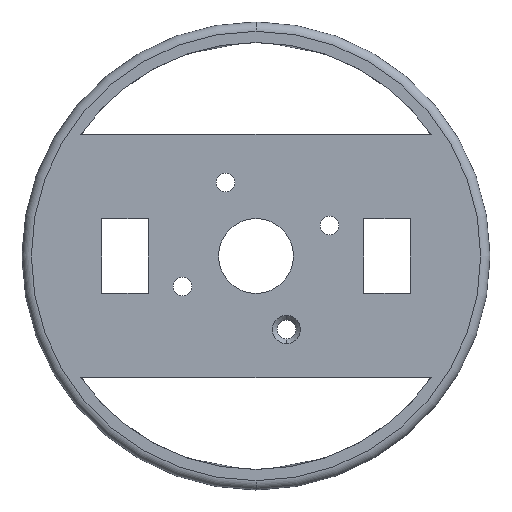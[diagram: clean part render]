
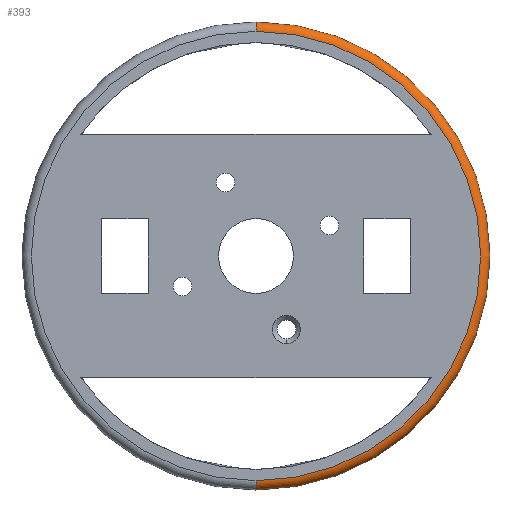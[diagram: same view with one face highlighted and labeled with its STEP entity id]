
A CAD part, front view. The second image highlights one B-rep face of the part: STEP entity #393.
In plain terms, the highlighted toroidal (fillet/blend) face has major radius 24 mm and minor radius 1 mm.
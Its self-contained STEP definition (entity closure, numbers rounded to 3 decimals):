
#6 = ORIENTED_EDGE ( 'NONE', *, *, #1734, .T. ) ;
#15 = VERTEX_POINT ( 'NONE', #2255 ) ;
#54 = VERTEX_POINT ( 'NONE', #2046 ) ;
#89 = CARTESIAN_POINT ( 'NONE',  ( 0., 1., 24. ) ) ;
#140 = AXIS2_PLACEMENT_3D ( 'NONE', #604, #1301, #1107 ) ;
#171 = CARTESIAN_POINT ( 'NONE',  ( 0., 0., 0. ) ) ;
#294 = AXIS2_PLACEMENT_3D ( 'NONE', #321, #1608, #513 ) ;
#321 = CARTESIAN_POINT ( 'NONE',  ( 0., 1., -24. ) ) ;
#352 = DIRECTION ( 'NONE',  ( 0., 0., 1. ) ) ;
#360 = CIRCLE ( 'NONE', #140, 25. ) ;
#393 = ADVANCED_FACE ( 'NONE', ( #2049 ), #983, .T. ) ;
#402 = CIRCLE ( 'NONE', #1274, 24. ) ;
#413 = DIRECTION ( 'NONE',  ( 0., 1., 0. ) ) ;
#432 = VERTEX_POINT ( 'NONE', #1645 ) ;
#474 = EDGE_CURVE ( 'NONE', #15, #432, #360, .T. ) ;
#513 = DIRECTION ( 'NONE',  ( 0., 0., -1. ) ) ;
#561 = ORIENTED_EDGE ( 'NONE', *, *, #1384, .F. ) ;
#604 = CARTESIAN_POINT ( 'NONE',  ( 0., 1., 0. ) ) ;
#678 = CIRCLE ( 'NONE', #2080, 1. ) ;
#745 = CARTESIAN_POINT ( 'NONE',  ( 0., 1., 0. ) ) ;
#834 = ORIENTED_EDGE ( 'NONE', *, *, #474, .F. ) ;
#852 = VERTEX_POINT ( 'NONE', #1083 ) ;
#899 = DIRECTION ( 'NONE',  ( 0., 0., 1. ) ) ;
#962 = DIRECTION ( 'NONE',  ( 0., 0., 1. ) ) ;
#983 = TOROIDAL_SURFACE ( 'NONE', #1888, 24., 1. ) ;
#1083 = CARTESIAN_POINT ( 'NONE',  ( 0., 0., -24. ) ) ;
#1107 = DIRECTION ( 'NONE',  ( 0., 0., 1. ) ) ;
#1142 = CIRCLE ( 'NONE', #294, 1. ) ;
#1274 = AXIS2_PLACEMENT_3D ( 'NONE', #171, #1453, #352 ) ;
#1301 = DIRECTION ( 'NONE',  ( 0., 1., 0. ) ) ;
#1384 = EDGE_CURVE ( 'NONE', #54, #15, #678, .T. ) ;
#1453 = DIRECTION ( 'NONE',  ( 0., -1., 0. ) ) ;
#1608 = DIRECTION ( 'NONE',  ( 1., 0., 0. ) ) ;
#1645 = CARTESIAN_POINT ( 'NONE',  ( 0., 1., -25. ) ) ;
#1726 = DIRECTION ( 'NONE',  ( -1., 0., 0. ) ) ;
#1734 = EDGE_CURVE ( 'NONE', #852, #432, #1142, .T. ) ;
#1851 = EDGE_CURVE ( 'NONE', #852, #54, #402, .T. ) ;
#1888 = AXIS2_PLACEMENT_3D ( 'NONE', #745, #413, #899 ) ;
#2031 = EDGE_LOOP ( 'NONE', ( #2308, #6, #834, #561 ) ) ;
#2046 = CARTESIAN_POINT ( 'NONE',  ( 0., 0., 24. ) ) ;
#2049 = FACE_OUTER_BOUND ( 'NONE', #2031, .T. ) ;
#2080 = AXIS2_PLACEMENT_3D ( 'NONE', #89, #1726, #962 ) ;
#2255 = CARTESIAN_POINT ( 'NONE',  ( 0., 1., 25. ) ) ;
#2308 = ORIENTED_EDGE ( 'NONE', *, *, #1851, .F. ) ;
